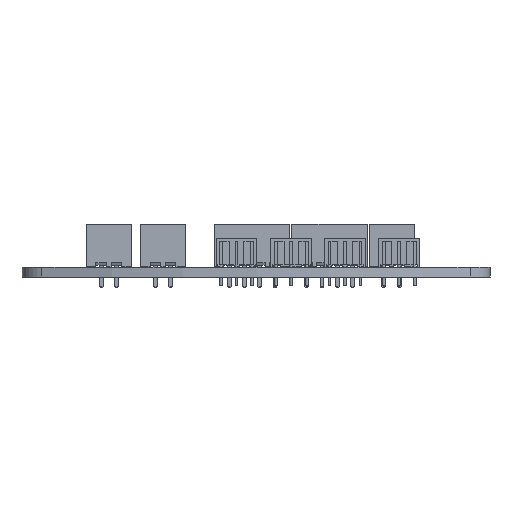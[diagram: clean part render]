
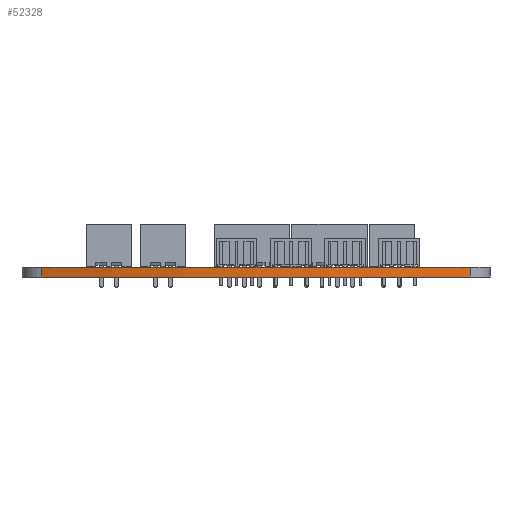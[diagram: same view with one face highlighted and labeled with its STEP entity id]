
A CAD part, front view. The second image highlights one B-rep face of the part: STEP entity #52328.
In plain terms, the highlighted cylindrical face has radius 101.987 mm (diameter 203.975 mm), a partial arc.
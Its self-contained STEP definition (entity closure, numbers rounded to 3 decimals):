
#47696 = PLANE('',#47697);
#47697 = AXIS2_PLACEMENT_3D('',#47698,#47699,#47700);
#47698 = CARTESIAN_POINT('',(0.,-19.351,1.6));
#47699 = DIRECTION('',(-0.,-0.,-1.));
#47700 = DIRECTION('',(-1.,0.,0.));
#47755 = PLANE('',#47756);
#47756 = AXIS2_PLACEMENT_3D('',#47757,#47758,#47759);
#47757 = CARTESIAN_POINT('',(0.,-19.351,0.));
#47758 = DIRECTION('',(-0.,-0.,-1.));
#47759 = DIRECTION('',(-1.,0.,0.));
#48412 = VERTEX_POINT('',#48413);
#48413 = CARTESIAN_POINT('',(35.104,-35.33,0.));
#48432 = CYLINDRICAL_SURFACE('',#48433,4.975);
#48433 = AXIS2_PLACEMENT_3D('',#48434,#48435,#48436);
#48434 = CARTESIAN_POINT('',(33.392,-30.659,0.));
#48435 = DIRECTION('',(-0.,-0.,-1.));
#48436 = DIRECTION('',(1.,0.,-0.));
#48444 = EDGE_CURVE('',#48445,#48412,#48447,.T.);
#48445 = VERTEX_POINT('',#48446);
#48446 = CARTESIAN_POINT('',(-35.104,-35.33,0.));
#48447 = SURFACE_CURVE('',#48448,(#48453,#48464),.PCURVE_S1.);
#48448 = CIRCLE('',#48449,101.987);
#48449 = AXIS2_PLACEMENT_3D('',#48450,#48451,#48452);
#48450 = CARTESIAN_POINT('',(0.,60.426,0.));
#48451 = DIRECTION('',(0.,0.,1.));
#48452 = DIRECTION('',(1.,0.,-0.));
#48453 = PCURVE('',#47755,#48454);
#48454 = DEFINITIONAL_REPRESENTATION('',(#48455),#48463);
#48455 = ( BOUNDED_CURVE() B_SPLINE_CURVE(2,(#48456,#48457,#48458,#48459
    ,#48460,#48461,#48462),.UNSPECIFIED.,.T.,.F.) 
B_SPLINE_CURVE_WITH_KNOTS((1,2,2,2,2,1),(-2.094,0.,
    2.094,4.189,6.283,8.378),
.UNSPECIFIED.) CURVE() GEOMETRIC_REPRESENTATION_ITEM() 
RATIONAL_B_SPLINE_CURVE((1.,0.5,1.,0.5,1.,0.5,1.)) REPRESENTATION_ITEM(
  '') );
#48456 = CARTESIAN_POINT('',(-101.988,79.777));
#48457 = CARTESIAN_POINT('',(-101.988,256.424));
#48458 = CARTESIAN_POINT('',(50.994,168.101));
#48459 = CARTESIAN_POINT('',(203.975,79.777));
#48460 = CARTESIAN_POINT('',(50.994,-8.547));
#48461 = CARTESIAN_POINT('',(-101.988,-96.871));
#48462 = CARTESIAN_POINT('',(-101.988,79.777));
#48463 = ( GEOMETRIC_REPRESENTATION_CONTEXT(2) 
PARAMETRIC_REPRESENTATION_CONTEXT() REPRESENTATION_CONTEXT('2D SPACE',''
  ) );
#48464 = PCURVE('',#48465,#48470);
#48465 = CYLINDRICAL_SURFACE('',#48466,101.987);
#48466 = AXIS2_PLACEMENT_3D('',#48467,#48468,#48469);
#48467 = CARTESIAN_POINT('',(0.,60.426,0.));
#48468 = DIRECTION('',(-0.,-0.,-1.));
#48469 = DIRECTION('',(1.,0.,-0.));
#48470 = DEFINITIONAL_REPRESENTATION('',(#48471),#48475);
#48471 = LINE('',#48472,#48473);
#48472 = CARTESIAN_POINT('',(-0.,0.));
#48473 = VECTOR('',#48474,1.);
#48474 = DIRECTION('',(-1.,0.));
#48475 = ( GEOMETRIC_REPRESENTATION_CONTEXT(2) 
PARAMETRIC_REPRESENTATION_CONTEXT() REPRESENTATION_CONTEXT('2D SPACE',''
  ) );
#48498 = CYLINDRICAL_SURFACE('',#48499,4.975);
#48499 = AXIS2_PLACEMENT_3D('',#48500,#48501,#48502);
#48500 = CARTESIAN_POINT('',(-33.392,-30.659,0.));
#48501 = DIRECTION('',(-0.,-0.,-1.));
#48502 = DIRECTION('',(1.,0.,-0.));
#50624 = VERTEX_POINT('',#50625);
#50625 = CARTESIAN_POINT('',(35.104,-35.33,1.6));
#50651 = EDGE_CURVE('',#50652,#50624,#50654,.T.);
#50652 = VERTEX_POINT('',#50653);
#50653 = CARTESIAN_POINT('',(-35.104,-35.33,1.6));
#50654 = SURFACE_CURVE('',#50655,(#50660,#50671),.PCURVE_S1.);
#50655 = CIRCLE('',#50656,101.987);
#50656 = AXIS2_PLACEMENT_3D('',#50657,#50658,#50659);
#50657 = CARTESIAN_POINT('',(0.,60.426,1.6));
#50658 = DIRECTION('',(0.,0.,1.));
#50659 = DIRECTION('',(1.,0.,-0.));
#50660 = PCURVE('',#47696,#50661);
#50661 = DEFINITIONAL_REPRESENTATION('',(#50662),#50670);
#50662 = ( BOUNDED_CURVE() B_SPLINE_CURVE(2,(#50663,#50664,#50665,#50666
    ,#50667,#50668,#50669),.UNSPECIFIED.,.T.,.F.) 
B_SPLINE_CURVE_WITH_KNOTS((1,2,2,2,2,1),(-2.094,0.,
    2.094,4.189,6.283,8.378),
.UNSPECIFIED.) CURVE() GEOMETRIC_REPRESENTATION_ITEM() 
RATIONAL_B_SPLINE_CURVE((1.,0.5,1.,0.5,1.,0.5,1.)) REPRESENTATION_ITEM(
  '') );
#50663 = CARTESIAN_POINT('',(-101.988,79.777));
#50664 = CARTESIAN_POINT('',(-101.988,256.424));
#50665 = CARTESIAN_POINT('',(50.994,168.101));
#50666 = CARTESIAN_POINT('',(203.975,79.777));
#50667 = CARTESIAN_POINT('',(50.994,-8.547));
#50668 = CARTESIAN_POINT('',(-101.988,-96.871));
#50669 = CARTESIAN_POINT('',(-101.988,79.777));
#50670 = ( GEOMETRIC_REPRESENTATION_CONTEXT(2) 
PARAMETRIC_REPRESENTATION_CONTEXT() REPRESENTATION_CONTEXT('2D SPACE',''
  ) );
#50671 = PCURVE('',#48465,#50672);
#50672 = DEFINITIONAL_REPRESENTATION('',(#50673),#50677);
#50673 = LINE('',#50674,#50675);
#50674 = CARTESIAN_POINT('',(-0.,-1.6));
#50675 = VECTOR('',#50676,1.);
#50676 = DIRECTION('',(-1.,0.));
#50677 = ( GEOMETRIC_REPRESENTATION_CONTEXT(2) 
PARAMETRIC_REPRESENTATION_CONTEXT() REPRESENTATION_CONTEXT('2D SPACE',''
  ) );
#52280 = EDGE_CURVE('',#48445,#50652,#52281,.T.);
#52281 = SURFACE_CURVE('',#52282,(#52286,#52293),.PCURVE_S1.);
#52282 = LINE('',#52283,#52284);
#52283 = CARTESIAN_POINT('',(-35.104,-35.33,0.));
#52284 = VECTOR('',#52285,1.);
#52285 = DIRECTION('',(0.,0.,1.));
#52286 = PCURVE('',#48498,#52287);
#52287 = DEFINITIONAL_REPRESENTATION('',(#52288),#52292);
#52288 = LINE('',#52289,#52290);
#52289 = CARTESIAN_POINT('',(-4.361,0.));
#52290 = VECTOR('',#52291,1.);
#52291 = DIRECTION('',(-0.,-1.));
#52292 = ( GEOMETRIC_REPRESENTATION_CONTEXT(2) 
PARAMETRIC_REPRESENTATION_CONTEXT() REPRESENTATION_CONTEXT('2D SPACE',''
  ) );
#52293 = PCURVE('',#48465,#52294);
#52294 = DEFINITIONAL_REPRESENTATION('',(#52295),#52299);
#52295 = LINE('',#52296,#52297);
#52296 = CARTESIAN_POINT('',(-4.361,0.));
#52297 = VECTOR('',#52298,1.);
#52298 = DIRECTION('',(-0.,-1.));
#52299 = ( GEOMETRIC_REPRESENTATION_CONTEXT(2) 
PARAMETRIC_REPRESENTATION_CONTEXT() REPRESENTATION_CONTEXT('2D SPACE',''
  ) );
#52328 = ADVANCED_FACE('',(#52329),#48465,.T.);
#52329 = FACE_BOUND('',#52330,.F.);
#52330 = EDGE_LOOP('',(#52331,#52332,#52333,#52354));
#52331 = ORIENTED_EDGE('',*,*,#52280,.T.);
#52332 = ORIENTED_EDGE('',*,*,#50651,.T.);
#52333 = ORIENTED_EDGE('',*,*,#52334,.F.);
#52334 = EDGE_CURVE('',#48412,#50624,#52335,.T.);
#52335 = SURFACE_CURVE('',#52336,(#52340,#52347),.PCURVE_S1.);
#52336 = LINE('',#52337,#52338);
#52337 = CARTESIAN_POINT('',(35.104,-35.33,0.));
#52338 = VECTOR('',#52339,1.);
#52339 = DIRECTION('',(0.,0.,1.));
#52340 = PCURVE('',#48465,#52341);
#52341 = DEFINITIONAL_REPRESENTATION('',(#52342),#52346);
#52342 = LINE('',#52343,#52344);
#52343 = CARTESIAN_POINT('',(-5.064,0.));
#52344 = VECTOR('',#52345,1.);
#52345 = DIRECTION('',(-0.,-1.));
#52346 = ( GEOMETRIC_REPRESENTATION_CONTEXT(2) 
PARAMETRIC_REPRESENTATION_CONTEXT() REPRESENTATION_CONTEXT('2D SPACE',''
  ) );
#52347 = PCURVE('',#48432,#52348);
#52348 = DEFINITIONAL_REPRESENTATION('',(#52349),#52353);
#52349 = LINE('',#52350,#52351);
#52350 = CARTESIAN_POINT('',(-5.064,0.));
#52351 = VECTOR('',#52352,1.);
#52352 = DIRECTION('',(-0.,-1.));
#52353 = ( GEOMETRIC_REPRESENTATION_CONTEXT(2) 
PARAMETRIC_REPRESENTATION_CONTEXT() REPRESENTATION_CONTEXT('2D SPACE',''
  ) );
#52354 = ORIENTED_EDGE('',*,*,#48444,.F.);
